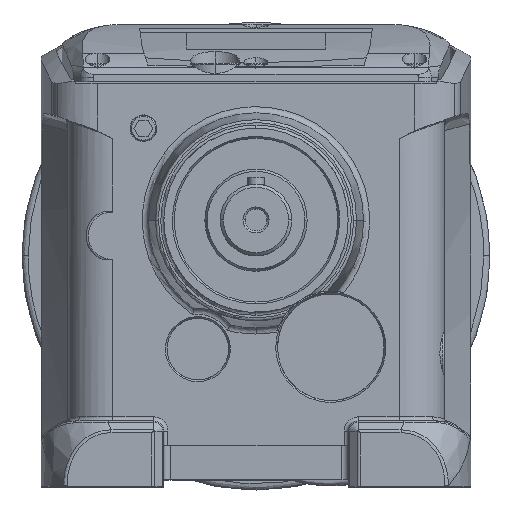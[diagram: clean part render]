
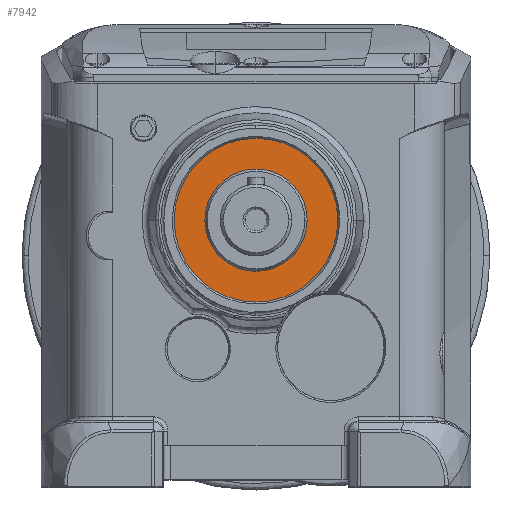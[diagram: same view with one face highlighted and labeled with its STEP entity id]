
A CAD part, top view. The second image highlights one B-rep face of the part: STEP entity #7942.
In plain terms, the highlighted planar face has unit normal (0, 0, 1).
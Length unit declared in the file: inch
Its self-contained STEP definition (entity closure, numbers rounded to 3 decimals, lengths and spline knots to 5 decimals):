
#582 = DIRECTION ( 'NONE',  ( 1., 0., 0. ) ) ;
#5536 = PLANE ( 'NONE',  #45561 ) ;
#7942 = ADVANCED_FACE ( 'NONE', ( #41033, #70098 ), #5536, .T. ) ;
#9170 = CARTESIAN_POINT ( 'NONE',  ( 0., 5.31496, 1.63386 ) ) ;
#12330 = DIRECTION ( 'NONE',  ( 0., 0., -1. ) ) ;
#12972 = CARTESIAN_POINT ( 'NONE',  ( 1.5748, 5.31496, 1.63386 ) ) ;
#13738 = CARTESIAN_POINT ( 'NONE',  ( 0., 5.31496, 1.63386 ) ) ;
#14701 = DIRECTION ( 'NONE',  ( 1., 0., 0. ) ) ;
#15439 = VERTEX_POINT ( 'NONE', #57497 ) ;
#17041 = CARTESIAN_POINT ( 'NONE',  ( 0., 0., 1.63386 ) ) ;
#18216 = CIRCLE ( 'NONE', #54674, 1.5748 ) ;
#19237 = DIRECTION ( 'NONE',  ( 1., 0., 0. ) ) ;
#20622 = CARTESIAN_POINT ( 'NONE',  ( -1.5748, 5.31496, 1.63386 ) ) ;
#21912 = ORIENTED_EDGE ( 'NONE', *, *, #26192, .T. ) ;
#22212 = AXIS2_PLACEMENT_3D ( 'NONE', #9170, #47389, #14701 ) ;
#22518 = DIRECTION ( 'NONE',  ( 0., 0., 1. ) ) ;
#26192 = EDGE_CURVE ( 'NONE', #15439, #51111, #38398, .T. ) ;
#28963 = VERTEX_POINT ( 'NONE', #20622 ) ;
#33080 = ORIENTED_EDGE ( 'NONE', *, *, #43209, .F. ) ;
#33365 = DIRECTION ( 'NONE',  ( 0., 0., -1. ) ) ;
#34088 = EDGE_CURVE ( 'NONE', #28963, #59232, #68776, .T. ) ;
#36632 = CIRCLE ( 'NONE', #22212, 0.98425 ) ;
#37508 = ORIENTED_EDGE ( 'NONE', *, *, #60743, .T. ) ;
#38398 = CIRCLE ( 'NONE', #67025, 0.98425 ) ;
#41033 = FACE_OUTER_BOUND ( 'NONE', #43284, .T. ) ;
#43209 = EDGE_CURVE ( 'NONE', #59232, #28963, #18216, .T. ) ;
#43284 = EDGE_LOOP ( 'NONE', ( #33080, #53541 ) ) ;
#44843 = AXIS2_PLACEMENT_3D ( 'NONE', #45077, #12330, #50551 ) ;
#45077 = CARTESIAN_POINT ( 'NONE',  ( 0., 5.31496, 1.63386 ) ) ;
#45561 = AXIS2_PLACEMENT_3D ( 'NONE', #17041, #22518, #60676 ) ;
#47389 = DIRECTION ( 'NONE',  ( 0., 0., -1. ) ) ;
#50551 = DIRECTION ( 'NONE',  ( 1., 0., 0. ) ) ;
#51111 = VERTEX_POINT ( 'NONE', #53283 ) ;
#51894 = EDGE_LOOP ( 'NONE', ( #37508, #21912 ) ) ;
#51921 = DIRECTION ( 'NONE',  ( 0., 0., -1. ) ) ;
#53283 = CARTESIAN_POINT ( 'NONE',  ( 0.98425, 5.31496, 1.63386 ) ) ;
#53541 = ORIENTED_EDGE ( 'NONE', *, *, #34088, .F. ) ;
#54674 = AXIS2_PLACEMENT_3D ( 'NONE', #66022, #33365, #582 ) ;
#57497 = CARTESIAN_POINT ( 'NONE',  ( -0.98425, 5.31496, 1.63386 ) ) ;
#59232 = VERTEX_POINT ( 'NONE', #12972 ) ;
#60676 = DIRECTION ( 'NONE',  ( 1., 0., 0. ) ) ;
#60743 = EDGE_CURVE ( 'NONE', #51111, #15439, #36632, .T. ) ;
#66022 = CARTESIAN_POINT ( 'NONE',  ( 0., 5.31496, 1.63386 ) ) ;
#67025 = AXIS2_PLACEMENT_3D ( 'NONE', #13738, #51921, #19237 ) ;
#68776 = CIRCLE ( 'NONE', #44843, 1.5748 ) ;
#70098 = FACE_BOUND ( 'NONE', #51894, .T. ) ;
